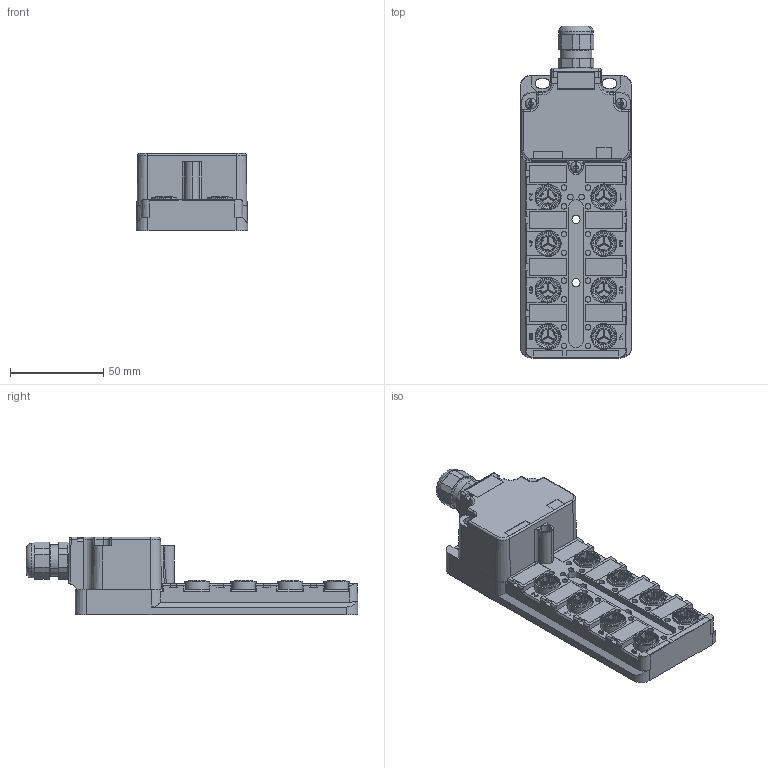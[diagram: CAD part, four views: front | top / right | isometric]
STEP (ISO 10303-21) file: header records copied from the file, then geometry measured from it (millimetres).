
FILE_DESCRIPTION(('CATIA V5 STEP Exchange','CAx-IF Rec.Pracs.--- Model Styling and Organization---1.4--- 2014-01-23'),'2;1');
FILE_NAME ('020648-3_0', '2021-01-21T10:07:35+00:00', ('none'), ('Weidmueller'), 'CATIA Version 5-6 Release 2016 SP3 HF44', 'CATIA V5 STEP AP214', 'none');
FILE_SCHEMA(('AUTOMOTIVE_DESIGN { 1 0 10303 214 1 1 1 1 }'));
Products named in the file (1): 1760060000
Bounding box: 60 x 178.33 x 41.5 mm (x, y, z)
Volume: 165111.4 mm3; surface area: 95862.5 mm2
Topology: 100 solids, 101 shells, 4362 faces, 11256 edges, 7259 vertices
Faces by surface type: plane 2558, cylinder 1356, cone 232, torus 198, sphere 18
Entity records: 124853 total; most frequent: CARTESIAN_POINT 24455, ORIENTED_EDGE 22472, DIRECTION 17066, EDGE_CURVE 11236, VERTEX_POINT 7259, VECTOR 7183, LINE 7183, AXIS2_PLACEMENT_3D 6588
